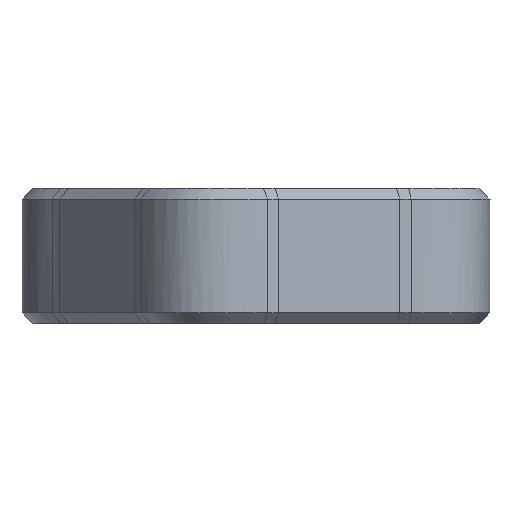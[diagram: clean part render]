
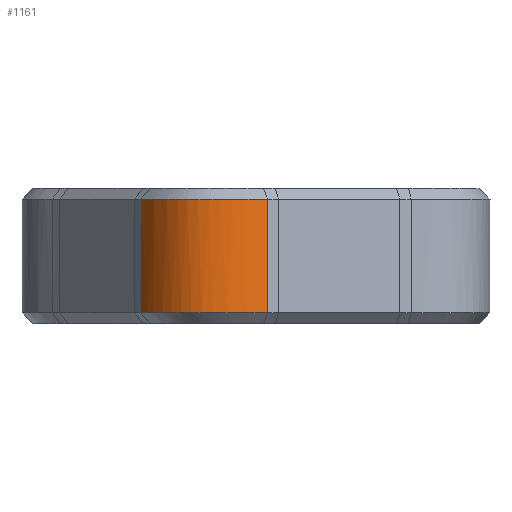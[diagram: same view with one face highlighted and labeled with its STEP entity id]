
A CAD part, front view. The second image highlights one B-rep face of the part: STEP entity #1161.
In plain terms, the highlighted free-form (B-spline) face has degree [5, 1] with [15, 2] control points.
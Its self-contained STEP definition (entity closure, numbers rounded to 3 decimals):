
#20=(
BOUNDED_SURFACE()
B_SPLINE_SURFACE(5,1,((#3474,#3475),(#3476,#3477),(#3478,#3479),(#3480,
#3481),(#3482,#3483),(#3484,#3485),(#3486,#3487),(#3488,#3489),(#3490,#3491),
(#3492,#3493),(#3494,#3495),(#3496,#3497),(#3498,#3499),(#3500,#3501),(#3502,
#3503)),.UNSPECIFIED.,.F.,.F.,.F.)
B_SPLINE_SURFACE_WITH_KNOTS((6,1,1,1,1,1,1,1,1,1,6),(2,2),(-1.,-0.9,-0.8,
-0.7,-0.6,-0.5,-0.4,-0.3,-0.2,-0.1,0.),(0.,1.),.UNSPECIFIED.)
GEOMETRIC_REPRESENTATION_ITEM()
RATIONAL_B_SPLINE_SURFACE(((1.,1.),(1.,1.),(1.,1.),(1.,1.),(1.,1.),(1.,
1.),(1.,1.),(1.,1.),(1.,1.),(1.,1.),(1.,1.),(1.,1.),(1.,1.),(1.,1.),(1.,
1.)))
REPRESENTATION_ITEM('')
SURFACE()
);
#143=FACE_OUTER_BOUND('',#217,.T.);
#217=EDGE_LOOP('',(#1012,#1013,#1014,#1015));
#256=B_SPLINE_CURVE_WITH_KNOTS('',3,(#1884,#1885,#1886,#1887,#1888,#1889,
#1890),.UNSPECIFIED.,.F.,.F.,(4,1,1,1,4),(0.027,0.297,
0.568,0.703,0.973),.UNSPECIFIED.);
#304=B_SPLINE_CURVE_WITH_KNOTS('',3,(#2978,#2979,#2980,#2981,#2982,#2983,
#2984),.UNSPECIFIED.,.F.,.F.,(4,1,1,1,4),(-0.973,-0.703,
-0.568,-0.297,-0.027),
 .UNSPECIFIED.);
#323=B_SPLINE_CURVE_WITH_KNOTS('',3,(#3470,#3471,#3472,#3473),
 .UNSPECIFIED.,.F.,.F.,(4,4),(-0.92,-0.08),
 .UNSPECIFIED.);
#324=B_SPLINE_CURVE_WITH_KNOTS('',3,(#3504,#3505,#3506,#3507),
 .UNSPECIFIED.,.F.,.F.,(4,4),(0.08,0.92),
 .UNSPECIFIED.);
#504=VERTEX_POINT('',#1832);
#506=VERTEX_POINT('',#1882);
#550=VERTEX_POINT('',#2925);
#552=VERTEX_POINT('',#2968);
#617=EDGE_CURVE('',#506,#504,#256,.T.);
#694=EDGE_CURVE('',#550,#552,#304,.T.);
#732=EDGE_CURVE('',#552,#506,#323,.T.);
#733=EDGE_CURVE('',#504,#550,#324,.T.);
#1012=ORIENTED_EDGE('',*,*,#617,.F.);
#1013=ORIENTED_EDGE('',*,*,#732,.F.);
#1014=ORIENTED_EDGE('',*,*,#694,.F.);
#1015=ORIENTED_EDGE('',*,*,#733,.F.);
#1161=ADVANCED_FACE('',(#143),#20,.T.);
#1832=CARTESIAN_POINT('',(-14.002,-59.939,0.8));
#1882=CARTESIAN_POINT('',(-4.653,-62.977,0.8));
#1884=CARTESIAN_POINT('Ctrl Pts',(-4.653,-62.977,0.8));
#1885=CARTESIAN_POINT('Ctrl Pts',(-5.795,-63.46,0.8));
#1886=CARTESIAN_POINT('Ctrl Pts',(-7.958,-64.061,0.8));
#1887=CARTESIAN_POINT('Ctrl Pts',(-10.291,-63.668,0.8));
#1888=CARTESIAN_POINT('Ctrl Pts',(-12.312,-62.314,0.8));
#1889=CARTESIAN_POINT('Ctrl Pts',(-13.362,-61.002,0.8));
#1890=CARTESIAN_POINT('Ctrl Pts',(-14.002,-59.939,0.8));
#2925=CARTESIAN_POINT('',(-14.002,-59.939,9.2));
#2968=CARTESIAN_POINT('',(-4.653,-62.977,9.2));
#2978=CARTESIAN_POINT('Ctrl Pts',(-14.002,-59.939,9.2));
#2979=CARTESIAN_POINT('Ctrl Pts',(-13.362,-61.002,9.2));
#2980=CARTESIAN_POINT('Ctrl Pts',(-12.312,-62.314,9.2));
#2981=CARTESIAN_POINT('Ctrl Pts',(-10.291,-63.668,9.2));
#2982=CARTESIAN_POINT('Ctrl Pts',(-7.958,-64.061,9.2));
#2983=CARTESIAN_POINT('Ctrl Pts',(-5.795,-63.46,9.2));
#2984=CARTESIAN_POINT('Ctrl Pts',(-4.653,-62.977,9.2));
#3470=CARTESIAN_POINT('Ctrl Pts',(-4.653,-62.977,9.2));
#3471=CARTESIAN_POINT('Ctrl Pts',(-4.653,-62.977,6.4));
#3472=CARTESIAN_POINT('Ctrl Pts',(-4.653,-62.977,3.6));
#3473=CARTESIAN_POINT('Ctrl Pts',(-4.653,-62.977,0.8));
#3474=CARTESIAN_POINT('Ctrl Pts',(-14.194,-59.611,0.));
#3475=CARTESIAN_POINT('Ctrl Pts',(-14.194,-59.611,10.));
#3476=CARTESIAN_POINT('Ctrl Pts',(-14.054,-59.856,0.));
#3477=CARTESIAN_POINT('Ctrl Pts',(-14.054,-59.856,10.));
#3478=CARTESIAN_POINT('Ctrl Pts',(-13.771,-60.329,0.));
#3479=CARTESIAN_POINT('Ctrl Pts',(-13.771,-60.329,10.));
#3480=CARTESIAN_POINT('Ctrl Pts',(-13.33,-60.992,0.));
#3481=CARTESIAN_POINT('Ctrl Pts',(-13.33,-60.992,10.));
#3482=CARTESIAN_POINT('Ctrl Pts',(-12.712,-61.78,0.));
#3483=CARTESIAN_POINT('Ctrl Pts',(-12.712,-61.78,10.));
#3484=CARTESIAN_POINT('Ctrl Pts',(-11.883,-62.594,0.));
#3485=CARTESIAN_POINT('Ctrl Pts',(-11.883,-62.594,10.));
#3486=CARTESIAN_POINT('Ctrl Pts',(-10.994,-63.221,0.));
#3487=CARTESIAN_POINT('Ctrl Pts',(-10.994,-63.221,10.));
#3488=CARTESIAN_POINT('Ctrl Pts',(-10.039,-63.647,0.));
#3489=CARTESIAN_POINT('Ctrl Pts',(-10.039,-63.647,10.));
#3490=CARTESIAN_POINT('Ctrl Pts',(-9.016,-63.864,0.));
#3491=CARTESIAN_POINT('Ctrl Pts',(-9.016,-63.864,10.));
#3492=CARTESIAN_POINT('Ctrl Pts',(-7.927,-63.879,0.));
#3493=CARTESIAN_POINT('Ctrl Pts',(-7.927,-63.879,10.));
#3494=CARTESIAN_POINT('Ctrl Pts',(-6.779,-63.708,0.));
#3495=CARTESIAN_POINT('Ctrl Pts',(-6.779,-63.708,10.));
#3496=CARTESIAN_POINT('Ctrl Pts',(-5.815,-63.434,0.));
#3497=CARTESIAN_POINT('Ctrl Pts',(-5.815,-63.434,10.));
#3498=CARTESIAN_POINT('Ctrl Pts',(-5.069,-63.157,0.));
#3499=CARTESIAN_POINT('Ctrl Pts',(-5.069,-63.157,10.));
#3500=CARTESIAN_POINT('Ctrl Pts',(-4.561,-62.94,0.));
#3501=CARTESIAN_POINT('Ctrl Pts',(-4.561,-62.94,10.));
#3502=CARTESIAN_POINT('Ctrl Pts',(-4.305,-62.824,0.));
#3503=CARTESIAN_POINT('Ctrl Pts',(-4.305,-62.824,10.));
#3504=CARTESIAN_POINT('Ctrl Pts',(-14.002,-59.939,0.8));
#3505=CARTESIAN_POINT('Ctrl Pts',(-14.002,-59.939,3.6));
#3506=CARTESIAN_POINT('Ctrl Pts',(-14.002,-59.939,6.4));
#3507=CARTESIAN_POINT('Ctrl Pts',(-14.002,-59.939,9.2));
